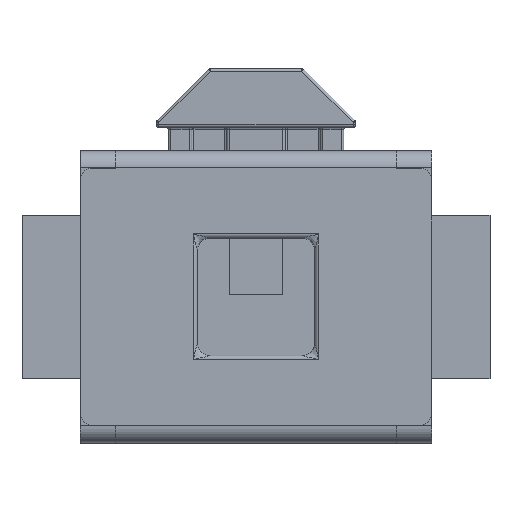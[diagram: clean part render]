
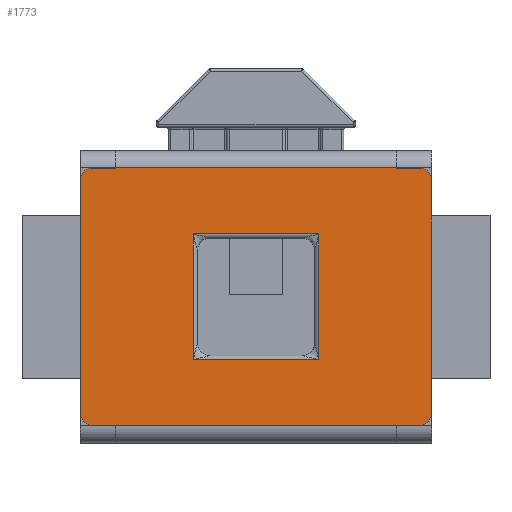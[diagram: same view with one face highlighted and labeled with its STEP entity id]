
A CAD part, top view. The second image highlights one B-rep face of the part: STEP entity #1773.
In plain terms, the highlighted planar face has unit normal (0, 0, 1).
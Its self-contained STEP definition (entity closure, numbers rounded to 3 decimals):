
#628 = VERTEX_POINT('',#629);
#629 = CARTESIAN_POINT('',(1.5,-1.,1.2));
#635 = EDGE_CURVE('',#628,#636,#638,.T.);
#636 = VERTEX_POINT('',#637);
#637 = CARTESIAN_POINT('',(1.5,1.,1.2));
#638 = LINE('',#639,#640);
#639 = CARTESIAN_POINT('',(1.5,-1.1,1.2));
#640 = VECTOR('',#641,1.);
#641 = DIRECTION('',(0.,1.,0.));
#1676 = EDGE_CURVE('',#1677,#1679,#1681,.T.);
#1677 = VERTEX_POINT('',#1678);
#1678 = CARTESIAN_POINT('',(1.2,-1.1,1.2));
#1679 = VERTEX_POINT('',#1680);
#1680 = CARTESIAN_POINT('',(1.2,-1.102,1.2));
#1681 = LINE('',#1682,#1683);
#1682 = CARTESIAN_POINT('',(1.2,-1.1,1.2));
#1683 = VECTOR('',#1684,1.);
#1684 = DIRECTION('',(0.,-1.,0.));
#1712 = EDGE_CURVE('',#1677,#1713,#1715,.T.);
#1713 = VERTEX_POINT('',#1714);
#1714 = CARTESIAN_POINT('',(1.4,-1.1,1.2));
#1715 = LINE('',#1716,#1717);
#1716 = CARTESIAN_POINT('',(-1.5,-1.1,1.2));
#1717 = VECTOR('',#1718,1.);
#1718 = DIRECTION('',(1.,0.,0.));
#1736 = EDGE_CURVE('',#628,#1713,#1737,.T.);
#1737 = CIRCLE('',#1738,0.1);
#1738 = AXIS2_PLACEMENT_3D('',#1739,#1740,#1741);
#1739 = CARTESIAN_POINT('',(1.4,-1.,1.2));
#1740 = DIRECTION('',(0.,0.,-1.));
#1741 = DIRECTION('',(1.,0.,0.));
#1754 = VERTEX_POINT('',#1755);
#1755 = CARTESIAN_POINT('',(1.4,1.1,1.2));
#1761 = EDGE_CURVE('',#636,#1754,#1762,.T.);
#1762 = CIRCLE('',#1763,0.1);
#1763 = AXIS2_PLACEMENT_3D('',#1764,#1765,#1766);
#1764 = CARTESIAN_POINT('',(1.4,1.,1.2));
#1765 = DIRECTION('',(0.,0.,1.));
#1766 = DIRECTION('',(1.,0.,0.));
#1773 = ADVANCED_FACE('',(#1774,#1869),#1903,.T.);
#1774 = FACE_BOUND('',#1775,.T.);
#1775 = EDGE_LOOP('',(#1776,#1777,#1778,#1786,#1794,#1802,#1810,#1818,
#1827,#1835,#1844,#1852,#1860,#1866,#1867,#1868));
#1776 = ORIENTED_EDGE('',*,*,#635,.T.);
#1777 = ORIENTED_EDGE('',*,*,#1761,.T.);
#1778 = ORIENTED_EDGE('',*,*,#1779,.T.);
#1779 = EDGE_CURVE('',#1754,#1780,#1782,.T.);
#1780 = VERTEX_POINT('',#1781);
#1781 = CARTESIAN_POINT('',(1.2,1.1,1.2));
#1782 = LINE('',#1783,#1784);
#1783 = CARTESIAN_POINT('',(1.5,1.1,1.2));
#1784 = VECTOR('',#1785,1.);
#1785 = DIRECTION('',(-1.,0.,0.));
#1786 = ORIENTED_EDGE('',*,*,#1787,.T.);
#1787 = EDGE_CURVE('',#1780,#1788,#1790,.T.);
#1788 = VERTEX_POINT('',#1789);
#1789 = CARTESIAN_POINT('',(1.2,1.102,1.2));
#1790 = LINE('',#1791,#1792);
#1791 = CARTESIAN_POINT('',(1.2,1.1,1.2));
#1792 = VECTOR('',#1793,1.);
#1793 = DIRECTION('',(0.,1.,0.));
#1794 = ORIENTED_EDGE('',*,*,#1795,.F.);
#1795 = EDGE_CURVE('',#1796,#1788,#1798,.T.);
#1796 = VERTEX_POINT('',#1797);
#1797 = CARTESIAN_POINT('',(-1.2,1.102,1.2));
#1798 = LINE('',#1799,#1800);
#1799 = CARTESIAN_POINT('',(-1.2,1.102,1.2));
#1800 = VECTOR('',#1801,1.);
#1801 = DIRECTION('',(1.,0.,0.));
#1802 = ORIENTED_EDGE('',*,*,#1803,.F.);
#1803 = EDGE_CURVE('',#1804,#1796,#1806,.T.);
#1804 = VERTEX_POINT('',#1805);
#1805 = CARTESIAN_POINT('',(-1.2,1.1,1.2));
#1806 = LINE('',#1807,#1808);
#1807 = CARTESIAN_POINT('',(-1.2,1.1,1.2));
#1808 = VECTOR('',#1809,1.);
#1809 = DIRECTION('',(0.,1.,0.));
#1810 = ORIENTED_EDGE('',*,*,#1811,.T.);
#1811 = EDGE_CURVE('',#1804,#1812,#1814,.T.);
#1812 = VERTEX_POINT('',#1813);
#1813 = CARTESIAN_POINT('',(-1.4,1.1,1.2));
#1814 = LINE('',#1815,#1816);
#1815 = CARTESIAN_POINT('',(1.5,1.1,1.2));
#1816 = VECTOR('',#1817,1.);
#1817 = DIRECTION('',(-1.,0.,0.));
#1818 = ORIENTED_EDGE('',*,*,#1819,.T.);
#1819 = EDGE_CURVE('',#1812,#1820,#1822,.T.);
#1820 = VERTEX_POINT('',#1821);
#1821 = CARTESIAN_POINT('',(-1.5,1.,1.2));
#1822 = CIRCLE('',#1823,0.1);
#1823 = AXIS2_PLACEMENT_3D('',#1824,#1825,#1826);
#1824 = CARTESIAN_POINT('',(-1.4,1.,1.2));
#1825 = DIRECTION('',(0.,0.,1.));
#1826 = DIRECTION('',(1.,0.,0.));
#1827 = ORIENTED_EDGE('',*,*,#1828,.T.);
#1828 = EDGE_CURVE('',#1820,#1829,#1831,.T.);
#1829 = VERTEX_POINT('',#1830);
#1830 = CARTESIAN_POINT('',(-1.5,-1.,1.2));
#1831 = LINE('',#1832,#1833);
#1832 = CARTESIAN_POINT('',(-1.5,1.1,1.2));
#1833 = VECTOR('',#1834,1.);
#1834 = DIRECTION('',(0.,-1.,0.));
#1835 = ORIENTED_EDGE('',*,*,#1836,.F.);
#1836 = EDGE_CURVE('',#1837,#1829,#1839,.T.);
#1837 = VERTEX_POINT('',#1838);
#1838 = CARTESIAN_POINT('',(-1.4,-1.1,1.2));
#1839 = CIRCLE('',#1840,0.1);
#1840 = AXIS2_PLACEMENT_3D('',#1841,#1842,#1843);
#1841 = CARTESIAN_POINT('',(-1.4,-1.,1.2));
#1842 = DIRECTION('',(0.,0.,-1.));
#1843 = DIRECTION('',(1.,0.,0.));
#1844 = ORIENTED_EDGE('',*,*,#1845,.T.);
#1845 = EDGE_CURVE('',#1837,#1846,#1848,.T.);
#1846 = VERTEX_POINT('',#1847);
#1847 = CARTESIAN_POINT('',(-1.2,-1.1,1.2));
#1848 = LINE('',#1849,#1850);
#1849 = CARTESIAN_POINT('',(-1.5,-1.1,1.2));
#1850 = VECTOR('',#1851,1.);
#1851 = DIRECTION('',(1.,0.,0.));
#1852 = ORIENTED_EDGE('',*,*,#1853,.T.);
#1853 = EDGE_CURVE('',#1846,#1854,#1856,.T.);
#1854 = VERTEX_POINT('',#1855);
#1855 = CARTESIAN_POINT('',(-1.2,-1.102,1.2));
#1856 = LINE('',#1857,#1858);
#1857 = CARTESIAN_POINT('',(-1.2,-1.1,1.2));
#1858 = VECTOR('',#1859,1.);
#1859 = DIRECTION('',(0.,-1.,0.));
#1860 = ORIENTED_EDGE('',*,*,#1861,.T.);
#1861 = EDGE_CURVE('',#1854,#1679,#1862,.T.);
#1862 = LINE('',#1863,#1864);
#1863 = CARTESIAN_POINT('',(-1.2,-1.102,1.2));
#1864 = VECTOR('',#1865,1.);
#1865 = DIRECTION('',(1.,0.,0.));
#1866 = ORIENTED_EDGE('',*,*,#1676,.F.);
#1867 = ORIENTED_EDGE('',*,*,#1712,.T.);
#1868 = ORIENTED_EDGE('',*,*,#1736,.F.);
#1869 = FACE_BOUND('',#1870,.T.);
#1870 = EDGE_LOOP('',(#1871,#1881,#1889,#1897));
#1871 = ORIENTED_EDGE('',*,*,#1872,.F.);
#1872 = EDGE_CURVE('',#1873,#1875,#1877,.T.);
#1873 = VERTEX_POINT('',#1874);
#1874 = CARTESIAN_POINT('',(0.538,-0.538,1.2));
#1875 = VERTEX_POINT('',#1876);
#1876 = CARTESIAN_POINT('',(0.538,0.538,1.2));
#1877 = LINE('',#1878,#1879);
#1878 = CARTESIAN_POINT('',(0.538,-0.5,1.2));
#1879 = VECTOR('',#1880,1.);
#1880 = DIRECTION('',(0.,1.,0.));
#1881 = ORIENTED_EDGE('',*,*,#1882,.F.);
#1882 = EDGE_CURVE('',#1883,#1873,#1885,.T.);
#1883 = VERTEX_POINT('',#1884);
#1884 = CARTESIAN_POINT('',(-0.538,-0.538,1.2));
#1885 = LINE('',#1886,#1887);
#1886 = CARTESIAN_POINT('',(-0.5,-0.538,1.2));
#1887 = VECTOR('',#1888,1.);
#1888 = DIRECTION('',(1.,0.,0.));
#1889 = ORIENTED_EDGE('',*,*,#1890,.F.);
#1890 = EDGE_CURVE('',#1891,#1883,#1893,.T.);
#1891 = VERTEX_POINT('',#1892);
#1892 = CARTESIAN_POINT('',(-0.538,0.538,1.2));
#1893 = LINE('',#1894,#1895);
#1894 = CARTESIAN_POINT('',(-0.538,0.5,1.2));
#1895 = VECTOR('',#1896,1.);
#1896 = DIRECTION('',(0.,-1.,0.));
#1897 = ORIENTED_EDGE('',*,*,#1898,.F.);
#1898 = EDGE_CURVE('',#1875,#1891,#1899,.T.);
#1899 = LINE('',#1900,#1901);
#1900 = CARTESIAN_POINT('',(0.5,0.538,1.2));
#1901 = VECTOR('',#1902,1.);
#1902 = DIRECTION('',(-1.,0.,0.));
#1903 = PLANE('',#1904);
#1904 = AXIS2_PLACEMENT_3D('',#1905,#1906,#1907);
#1905 = CARTESIAN_POINT('',(0.,0.,1.2
));
#1906 = DIRECTION('',(0.,0.,1.));
#1907 = DIRECTION('',(0.,1.,0.));
